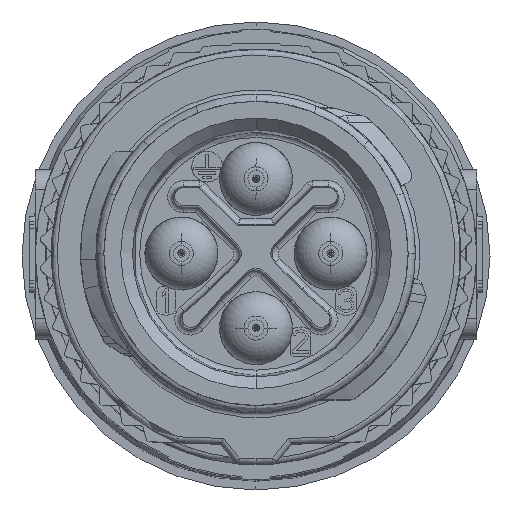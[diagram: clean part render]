
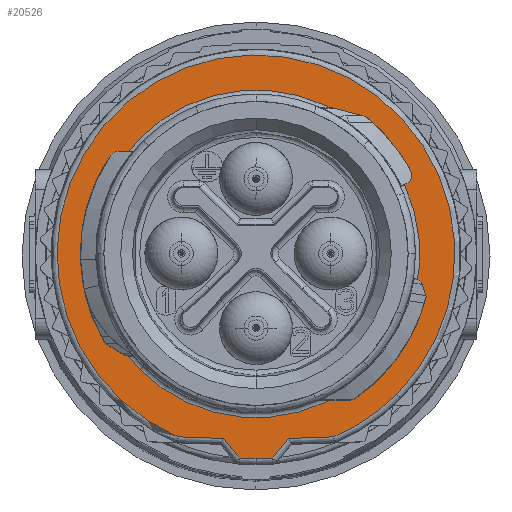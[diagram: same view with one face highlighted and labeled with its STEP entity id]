
A CAD part, top view. The second image highlights one B-rep face of the part: STEP entity #20526.
In plain terms, the highlighted planar face has unit normal (0, 0, 1).
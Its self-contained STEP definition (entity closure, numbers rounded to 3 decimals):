
#122=PLANE('',#21793);
#952=CIRCLE('',#21790,5.6);
#954=CIRCLE('',#21792,5.6);
#955=CIRCLE('',#21794,6.8);
#956=CIRCLE('',#21795,6.8);
#2613=VERTEX_POINT('',#31311);
#2614=VERTEX_POINT('',#31313);
#2615=VERTEX_POINT('',#31318);
#2616=VERTEX_POINT('',#31319);
#2617=VERTEX_POINT('',#31321);
#2618=VERTEX_POINT('',#31323);
#2619=VERTEX_POINT('',#31325);
#2620=VERTEX_POINT('',#31327);
#2621=VERTEX_POINT('',#31329);
#2622=VERTEX_POINT('',#31331);
#4564=VECTOR('',#23444,1.);
#4565=VECTOR('',#23445,1.);
#4566=VECTOR('',#23446,1.);
#4567=VECTOR('',#23447,1.);
#4568=VECTOR('',#23448,1.);
#4569=VECTOR('',#23449,1.);
#6325=LINE('',#31317,#4564);
#6326=LINE('',#31320,#4565);
#6327=LINE('',#31322,#4566);
#6328=LINE('',#31324,#4567);
#6329=LINE('',#31326,#4568);
#6330=LINE('',#31328,#4569);
#8283=EDGE_CURVE('',#2613,#2614,#952,.T.);
#8285=EDGE_CURVE('',#2614,#2613,#954,.T.);
#8286=EDGE_CURVE('',#2615,#2616,#6325,.T.);
#8287=EDGE_CURVE('',#2617,#2615,#6326,.T.);
#8288=EDGE_CURVE('',#2618,#2617,#6327,.T.);
#8289=EDGE_CURVE('',#2619,#2618,#6328,.T.);
#8290=EDGE_CURVE('',#2620,#2619,#6329,.T.);
#8291=EDGE_CURVE('',#2621,#2620,#6330,.F.);
#8292=EDGE_CURVE('',#2621,#2622,#955,.T.);
#8293=EDGE_CURVE('',#2622,#2616,#956,.T.);
#11626=ORIENTED_EDGE('',*,*,#8286,.F.);
#11627=ORIENTED_EDGE('',*,*,#8287,.F.);
#11628=ORIENTED_EDGE('',*,*,#8288,.F.);
#11629=ORIENTED_EDGE('',*,*,#8289,.F.);
#11630=ORIENTED_EDGE('',*,*,#8290,.F.);
#11631=ORIENTED_EDGE('',*,*,#8291,.F.);
#11632=ORIENTED_EDGE('',*,*,#8292,.T.);
#11633=ORIENTED_EDGE('',*,*,#8293,.T.);
#11634=ORIENTED_EDGE('',*,*,#8283,.F.);
#11635=ORIENTED_EDGE('',*,*,#8285,.F.);
#17885=EDGE_LOOP('',(#11626,#11627,#11628,#11629,#11630,#11631,#11632,#11633));
#17886=EDGE_LOOP('',(#11634,#11635));
#19214=FACE_BOUND('',#17885,.T.);
#19215=FACE_BOUND('',#17886,.T.);
#20526=ADVANCED_FACE('',(#19214,#19215),#122,.T.);
#21790=AXIS2_PLACEMENT_3D('',#31312,#23437,#23438);
#21792=AXIS2_PLACEMENT_3D('',#31315,#23441,#23442);
#21793=AXIS2_PLACEMENT_3D('',#31316,#23443,$);
#21794=AXIS2_PLACEMENT_3D('',#31330,#23450,#23451);
#21795=AXIS2_PLACEMENT_3D('',#31332,#23452,#23453);
#23437=DIRECTION('',(0.,0.,1.));
#23438=DIRECTION('',(5.6,0.,0.));
#23441=DIRECTION('',(0.,0.,1.));
#23442=DIRECTION('',(5.6,0.,0.));
#23443=DIRECTION('',(0.,0.,1.));
#23444=DIRECTION('',(-0.999,0.035,0.));
#23445=DIRECTION('',(-0.629,0.777,0.));
#23446=DIRECTION('',(-0.999,0.035,0.));
#23447=DIRECTION('',(-0.999,-0.035,0.));
#23448=DIRECTION('',(-0.629,-0.777,0.));
#23449=DIRECTION('',(0.999,0.035,0.));
#23450=DIRECTION('',(0.,0.,1.));
#23451=DIRECTION('',(6.8,0.,0.));
#23452=DIRECTION('',(0.,0.,1.));
#23453=DIRECTION('',(6.8,0.,0.));
#31311=CARTESIAN_POINT('',(-3.96,-3.96,-9.24));
#31312=CARTESIAN_POINT('',(0.,0.,-9.24));
#31313=CARTESIAN_POINT('',(3.96,3.96,-9.24));
#31315=CARTESIAN_POINT('',(0.,0.,-9.24));
#31316=CARTESIAN_POINT('',(5.357,2.858,-9.24));
#31317=CARTESIAN_POINT('',(-49.672,-4.615,-9.24));
#31318=CARTESIAN_POINT('',(-1.112,-6.311,-9.24));
#31319=CARTESIAN_POINT('',(-2.664,-6.256,-9.24));
#31320=CARTESIAN_POINT('',(-23.599,21.458,-9.24));
#31321=CARTESIAN_POINT('',(-0.57,-6.98,-9.24));
#31322=CARTESIAN_POINT('',(-50.301,-5.243,-9.24));
#31323=CARTESIAN_POINT('',(0.,-7.,-9.24));
#31324=CARTESIAN_POINT('',(34.753,-5.786,-9.24));
#31325=CARTESIAN_POINT('',(0.57,-6.98,-9.24));
#31326=CARTESIAN_POINT('',(16.399,12.568,-9.24));
#31327=CARTESIAN_POINT('',(1.112,-6.311,-9.24));
#31328=CARTESIAN_POINT('',(34.125,-5.158,-9.24));
#31329=CARTESIAN_POINT('',(2.664,-6.256,-9.24));
#31330=CARTESIAN_POINT('',(0.,0.,-9.24));
#31331=CARTESIAN_POINT('',(4.808,-4.808,-9.24));
#31332=CARTESIAN_POINT('',(0.,0.,-9.24));
